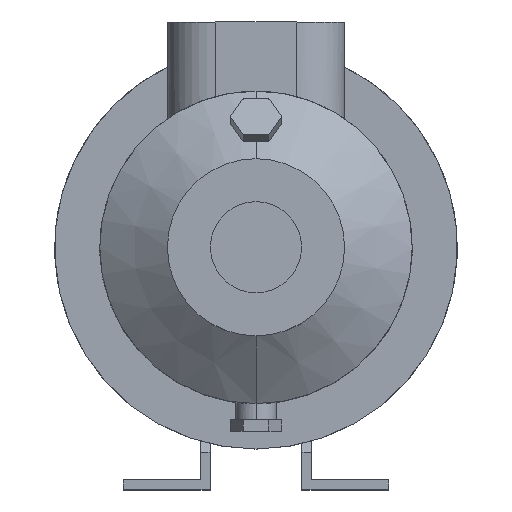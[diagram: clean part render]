
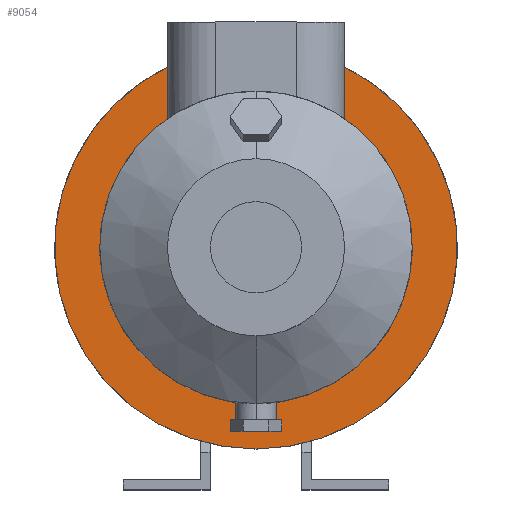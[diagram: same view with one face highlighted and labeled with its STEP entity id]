
A CAD part, top view. The second image highlights one B-rep face of the part: STEP entity #9054.
In plain terms, the highlighted planar face has unit normal (0, 0, 1).
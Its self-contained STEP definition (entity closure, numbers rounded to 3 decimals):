
#200 = EDGE_LOOP ( 'NONE', ( #773, #1575, #408, #2731, #681, #453 ) ) ;
#207 = DIRECTION ( 'NONE',  ( 0., 0., 1. ) ) ;
#246 = DIRECTION ( 'NONE',  ( 0., 1., 0. ) ) ;
#378 = AXIS2_PLACEMENT_3D ( 'NONE', #10567, #5398, #7110 ) ;
#393 = DIRECTION ( 'NONE',  ( 0., 0., -1. ) ) ;
#408 = ORIENTED_EDGE ( 'NONE', *, *, #7905, .T. ) ;
#453 = ORIENTED_EDGE ( 'NONE', *, *, #2503, .F. ) ;
#681 = ORIENTED_EDGE ( 'NONE', *, *, #5649, .T. ) ;
#773 = ORIENTED_EDGE ( 'NONE', *, *, #3813, .F. ) ;
#926 = CARTESIAN_POINT ( 'NONE',  ( 0., -125., -43. ) ) ;
#1575 = ORIENTED_EDGE ( 'NONE', *, *, #2770, .F. ) ;
#1629 = VECTOR ( 'NONE', #6306, 1000. ) ;
#1952 = VERTEX_POINT ( 'NONE', #10410 ) ;
#2503 = EDGE_CURVE ( 'NONE', #11096, #5638, #7742, .T. ) ;
#2731 = ORIENTED_EDGE ( 'NONE', *, *, #3474, .T. ) ;
#2770 = EDGE_CURVE ( 'NONE', #8780, #1952, #3581, .T. ) ;
#3038 = DIRECTION ( 'NONE',  ( 0., 1., 0. ) ) ;
#3474 = EDGE_CURVE ( 'NONE', #7318, #11049, #10328, .T. ) ;
#3581 = LINE ( 'NONE', #8818, #11234 ) ;
#3657 = CARTESIAN_POINT ( 'NONE',  ( -55., 112.25, -43. ) ) ;
#3707 = DIRECTION ( 'NONE',  ( 0., 0., -1. ) ) ;
#3813 = EDGE_CURVE ( 'NONE', #1952, #11096, #6473, .T. ) ;
#3926 = CARTESIAN_POINT ( 'NONE',  ( 0., 0., -43. ) ) ;
#4270 = AXIS2_PLACEMENT_3D ( 'NONE', #7524, #393, #3038 ) ;
#4580 = FACE_OUTER_BOUND ( 'NONE', #200, .T. ) ;
#5000 = AXIS2_PLACEMENT_3D ( 'NONE', #9134, #9999, #9032 ) ;
#5398 = DIRECTION ( 'NONE',  ( 0., 0., -1. ) ) ;
#5638 = VERTEX_POINT ( 'NONE', #3657 ) ;
#5649 = EDGE_CURVE ( 'NONE', #11049, #5638, #7801, .T. ) ;
#5673 = CIRCLE ( 'NONE', #7332, 97. ) ;
#6306 = DIRECTION ( 'NONE',  ( 0., 1., 0. ) ) ;
#6473 = CIRCLE ( 'NONE', #5000, 125. ) ;
#6602 = AXIS2_PLACEMENT_3D ( 'NONE', #9761, #207, #10683 ) ;
#7110 = DIRECTION ( 'NONE',  ( 0., 1., 0. ) ) ;
#7318 = VERTEX_POINT ( 'NONE', #7715 ) ;
#7332 = AXIS2_PLACEMENT_3D ( 'NONE', #3926, #3707, #246 ) ;
#7524 = CARTESIAN_POINT ( 'NONE',  ( 0., 0., -43. ) ) ;
#7715 = CARTESIAN_POINT ( 'NONE',  ( 0., -97., -43. ) ) ;
#7730 = DIRECTION ( 'NONE',  ( 0., 1., 0. ) ) ;
#7742 = CIRCLE ( 'NONE', #378, 125. ) ;
#7801 = LINE ( 'NONE', #9864, #1629 ) ;
#7905 = EDGE_CURVE ( 'NONE', #8780, #7318, #5673, .T. ) ;
#8493 = CARTESIAN_POINT ( 'NONE',  ( 55., 79.9, -43. ) ) ;
#8780 = VERTEX_POINT ( 'NONE', #8493 ) ;
#8818 = CARTESIAN_POINT ( 'NONE',  ( 55., -125.002, -43. ) ) ;
#9032 = DIRECTION ( 'NONE',  ( 0., 1., 0. ) ) ;
#9054 = ADVANCED_FACE ( 'NONE', ( #4580 ), #10617, .T. ) ;
#9134 = CARTESIAN_POINT ( 'NONE',  ( 0., 0., -43. ) ) ;
#9761 = CARTESIAN_POINT ( 'NONE',  ( 0., 97., -43. ) ) ;
#9864 = CARTESIAN_POINT ( 'NONE',  ( -55., -125.002, -43. ) ) ;
#9999 = DIRECTION ( 'NONE',  ( 0., 0., -1. ) ) ;
#10328 = CIRCLE ( 'NONE', #4270, 97. ) ;
#10410 = CARTESIAN_POINT ( 'NONE',  ( 55., 112.25, -43. ) ) ;
#10567 = CARTESIAN_POINT ( 'NONE',  ( 0., 0., -43. ) ) ;
#10617 = PLANE ( 'NONE',  #6602 ) ;
#10683 = DIRECTION ( 'NONE',  ( 0., -1., 0. ) ) ;
#10715 = CARTESIAN_POINT ( 'NONE',  ( -55., 79.9, -43. ) ) ;
#11049 = VERTEX_POINT ( 'NONE', #10715 ) ;
#11096 = VERTEX_POINT ( 'NONE', #926 ) ;
#11234 = VECTOR ( 'NONE', #7730, 1000. ) ;
